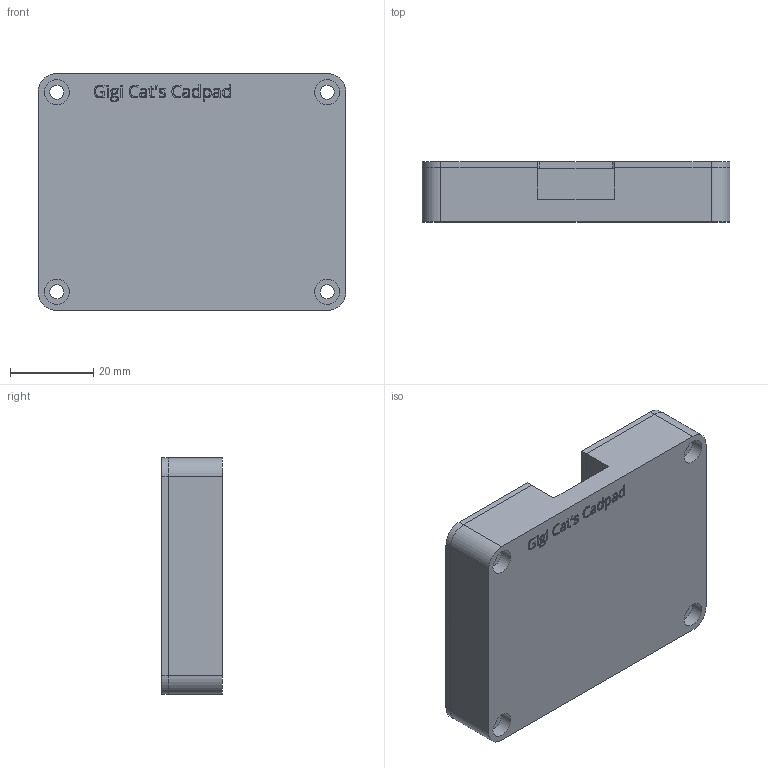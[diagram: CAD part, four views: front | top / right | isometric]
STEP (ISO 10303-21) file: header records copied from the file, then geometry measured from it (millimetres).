
FILE_DESCRIPTION(/* description */ ('STEP AP242','CAx-IF Rec.Pracs.---Representation and Presentation of Product Manufacturing Information (PMI)---4.0---2014-10-13','CAx-IF Rec.Pracs.---3D Tessellated Geometry---0.4---2014-09-14','2;1'),/* implementation_level */ '2;1');
FILE_NAME(/* name */ '688c06527b740823eb98cd05',/* time_stamp */ '2025-08-01T00:12:04Z',/* author */ (''),/* organization */ (''),/* preprocessor_version */ 'ST-DEVELOPER v20',/* originating_system */ 'ONSHAPE BY PTC INC, 1.201',/* authorisation */ ' ');
FILE_SCHEMA (('AP242_MANAGED_MODEL_BASED_3D_ENGINEERING_MIM_LF { 1 0 10303 442 1 1 4 }'));
Length unit declared in the file: metre
Products named in the file (18): Assembly 1; cadpadPCB_copper; Part 1; cadpadPCB_PCB
Assembly tree (17 placements, depth 2):
  Assembly 1
    cadpadPCB_copper
    cadpadPCB_copper
    cadpadPCB_copper
    cadpadPCB_copper
    Part 1
    cadpadPCB_copper
    cadpadPCB_copper
    cadpadPCB_copper
    cadpadPCB_copper
    cadpadPCB_copper
    cadpadPCB_copper
    cadpadPCB_copper
    cadpadPCB_PCB
    cadpadPCB_copper
    cadpadPCB_copper
    Part 1
    cadpadPCB_copper
Bounding box: 74 x 14.5 x 57 mm (x, y, z)
Volume: 36437.1 mm3; surface area: 33016.2 mm2
Topology: 17 solids, 17 shells, 1545 faces, 4434 edges, 2956 vertices
Faces by surface type: plane 849, cylinder 529, bspline 167
Full cylindrical faces by diameter (mm): 0.839 x14, 0.889 x28, 1.45 x10, 1.5 x20, 1.524 x14, 1.7 x10, 2.2 x20, 2.208 x9, 3.21 x5, 3.4 x8, 4 x5, 4.511 x10, 6 x4
Entity records: 51423 total; most frequent: CARTESIAN_POINT 10637, ORIENTED_EDGE 8522, DIRECTION 7859, EDGE_CURVE 4261, VERTEX_POINT 2940, LINE 2763, VECTOR 2763, AXIS2_PLACEMENT_3D 2548
